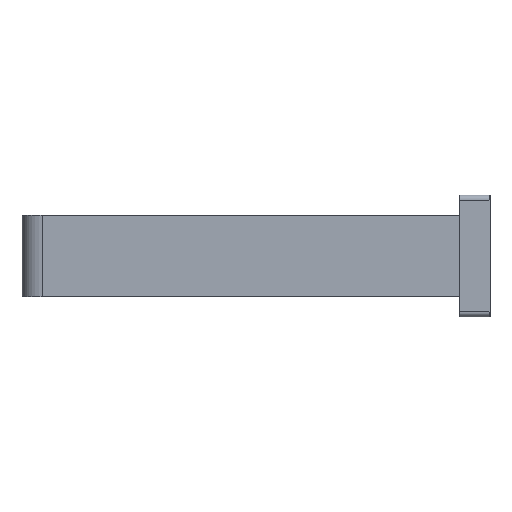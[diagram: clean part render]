
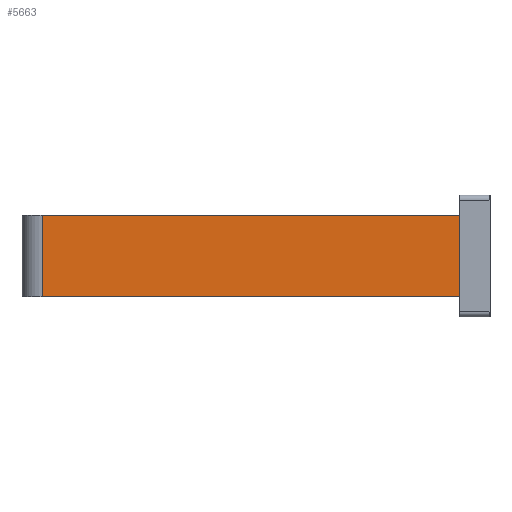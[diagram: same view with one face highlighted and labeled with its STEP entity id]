
A CAD part, left-side view. The second image highlights one B-rep face of the part: STEP entity #5663.
In plain terms, the highlighted planar face has unit normal (-1, 0, 0).
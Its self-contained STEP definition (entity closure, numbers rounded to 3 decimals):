
#625 = DIRECTION ( 'NONE',  ( 0., -1., 0. ) ) ;
#951 = CARTESIAN_POINT ( 'NONE',  ( -230.624, -290.383, 80. ) ) ;
#995 = ORIENTED_EDGE ( 'NONE', *, *, #4496, .T. ) ;
#1158 = CARTESIAN_POINT ( 'NONE',  ( -230.624, -290.383, 0. ) ) ;
#1691 = FACE_OUTER_BOUND ( 'NONE', #6340, .T. ) ;
#1814 = VECTOR ( 'NONE', #625, 1000. ) ;
#1989 = DIRECTION ( 'NONE',  ( 0., -1., 0. ) ) ;
#2012 = PLANE ( 'NONE',  #6663 ) ;
#2156 = EDGE_CURVE ( 'NONE', #2772, #4571, #3767, .T. ) ;
#2407 = DIRECTION ( 'NONE',  ( 0., 0., -1. ) ) ;
#2772 = VERTEX_POINT ( 'NONE', #4179 ) ;
#2778 = VECTOR ( 'NONE', #9198, 1000. ) ;
#3275 = EDGE_CURVE ( 'NONE', #2772, #9165, #8452, .T. ) ;
#3488 = DIRECTION ( 'NONE',  ( 0., 1., 0. ) ) ;
#3554 = CARTESIAN_POINT ( 'NONE',  ( -230.624, 140.617, 80. ) ) ;
#3767 = LINE ( 'NONE', #3554, #1814 ) ;
#3884 = EDGE_CURVE ( 'NONE', #9165, #5893, #9218, .T. ) ;
#4179 = CARTESIAN_POINT ( 'NONE',  ( -230.624, 120.617, 80. ) ) ;
#4496 = EDGE_CURVE ( 'NONE', #5893, #4571, #6702, .T. ) ;
#4571 = VERTEX_POINT ( 'NONE', #951 ) ;
#4949 = ORIENTED_EDGE ( 'NONE', *, *, #3884, .T. ) ;
#5304 = VECTOR ( 'NONE', #1989, 1000. ) ;
#5663 = ADVANCED_FACE ( 'NONE', ( #1691 ), #2012, .F. ) ;
#5893 = VERTEX_POINT ( 'NONE', #1158 ) ;
#6240 = CARTESIAN_POINT ( 'NONE',  ( -230.624, -290.383, 80. ) ) ;
#6330 = CARTESIAN_POINT ( 'NONE',  ( -230.624, 140.617, 0. ) ) ;
#6340 = EDGE_LOOP ( 'NONE', ( #8853, #6934, #4949, #995 ) ) ;
#6505 = VECTOR ( 'NONE', #2407, 1000. ) ;
#6663 = AXIS2_PLACEMENT_3D ( 'NONE', #7155, #7900, #3488 ) ;
#6702 = LINE ( 'NONE', #6240, #2778 ) ;
#6934 = ORIENTED_EDGE ( 'NONE', *, *, #3275, .T. ) ;
#7155 = CARTESIAN_POINT ( 'NONE',  ( -230.624, 140.617, 80. ) ) ;
#7900 = DIRECTION ( 'NONE',  ( 1., 0., 0. ) ) ;
#8254 = CARTESIAN_POINT ( 'NONE',  ( -230.624, 120.617, 80. ) ) ;
#8346 = CARTESIAN_POINT ( 'NONE',  ( -230.624, 120.617, 0. ) ) ;
#8452 = LINE ( 'NONE', #8254, #6505 ) ;
#8853 = ORIENTED_EDGE ( 'NONE', *, *, #2156, .F. ) ;
#9165 = VERTEX_POINT ( 'NONE', #8346 ) ;
#9198 = DIRECTION ( 'NONE',  ( 0., 0., 1. ) ) ;
#9218 = LINE ( 'NONE', #6330, #5304 ) ;
